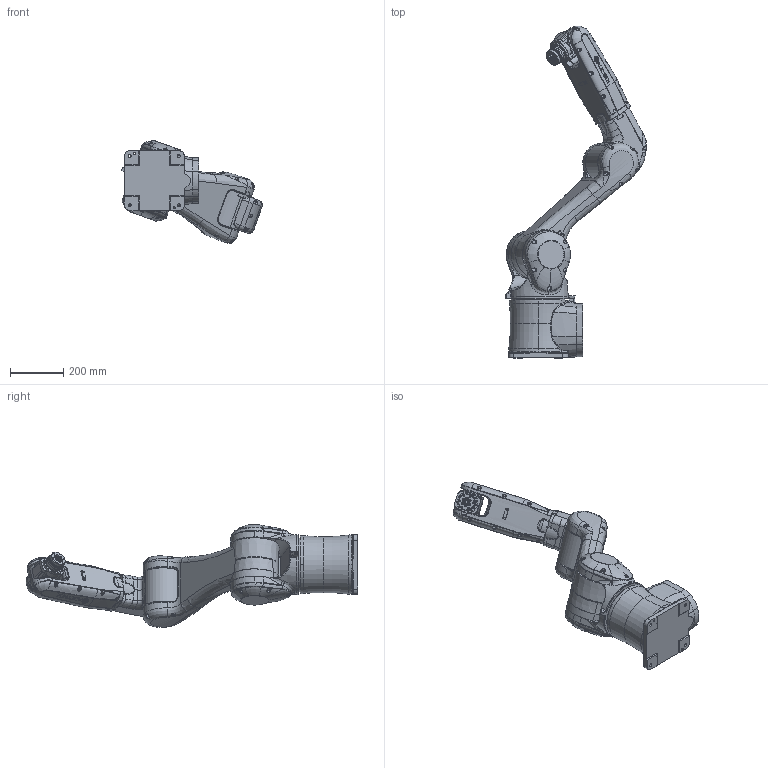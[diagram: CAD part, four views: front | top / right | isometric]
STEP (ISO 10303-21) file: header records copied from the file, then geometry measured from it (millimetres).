
FILE_DESCRIPTION (( 'STEP AP214' ), '1' );
FILE_NAME ('BR-07S-930.STEP', '2024-03-26T09:37:29', ( '' ), ( '' ), 'SwSTEP 2.0', 'SolidWorks 2018', '' );
FILE_SCHEMA (( 'AUTOMOTIVE_DESIGN' ));
Length unit declared in the file: millimetre
Products named in the file (9): MR07S-930________.sldasm-Part-5^BR-07S-930(2)_BR-07S-930; MR07S-930________.sldasm-Part-3^BR-07S-930(2)_BR-07S-930; MR07S-930________.sldasm-Part-1^BR-07S-930(2)_BR-07S-930; MR07S-930________.sldasm-Part-4^BR-07S-930(2)_BR-07S-930; BR-07S-930; MR07S-930________.sldasm-Part-2^BR-07S-930(2)_BR-07S-930; MR07S-930________.sldasm-Part-6^BR-07S-930(2)_BR-07S-930; MR07S-930________.sldasm-Part-7^BR-07S-930(2)_BR-07S-930; BR-07S-930(2)^BR-07S-930
Assembly tree (8 placements, depth 3):
  BR-07S-930
    BR-07S-930(2)^BR-07S-930
      MR07S-930________.sldasm-Part-1^BR-07S-930(2)_BR-07S-930
      MR07S-930________.sldasm-Part-2^BR-07S-930(2)_BR-07S-930
      MR07S-930________.sldasm-Part-3^BR-07S-930(2)_BR-07S-930
      MR07S-930________.sldasm-Part-4^BR-07S-930(2)_BR-07S-930
      MR07S-930________.sldasm-Part-5^BR-07S-930(2)_BR-07S-930
      MR07S-930________.sldasm-Part-6^BR-07S-930(2)_BR-07S-930
      MR07S-930________.sldasm-Part-7^BR-07S-930(2)_BR-07S-930
Bounding box: 530.41 x 1249.59 x 387.54 mm (x, y, z)
Volume: 35451152.4 mm3; surface area: 1497038.8 mm2
Topology: 8 solids, 10 shells, 2400 faces, 6101 edges, 3792 vertices
Faces by surface type: bspline 762, plane 679, cylinder 631, torus 223, cone 90, sphere 15
Entity records: 141537 total; most frequent: CARTESIAN_POINT 88652, ORIENTED_EDGE 12084, DIRECTION 9502, EDGE_CURVE 6042, AXIS2_PLACEMENT_3D 3824, VERTEX_POINT 3791, EDGE_LOOP 2569, ADVANCED_FACE 2400
